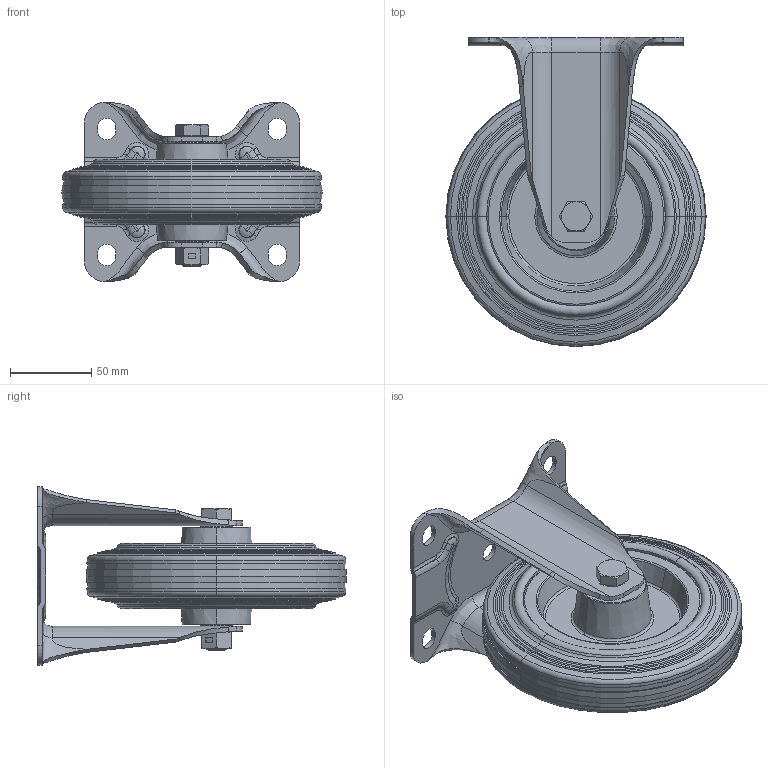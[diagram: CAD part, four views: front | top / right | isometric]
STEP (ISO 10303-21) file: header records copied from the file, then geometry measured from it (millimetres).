
FILE_DESCRIPTION (( 'STEP AP214' ), '1' );
FILE_NAME ('0056323.step', '2023-11-20T09:15:52', ( '' ), ( '' ), 'SwSTEP 2.0', 'SolidWorks 2020', '' );
FILE_SCHEMA (( 'AUTOMOTIVE_DESIGN' ));
Length unit declared in the file: millimetre
Products named in the file (1): 0056323
Bounding box: 160 x 190 x 110 mm (x, y, z)
Volume: 652535.7 mm3; surface area: 178778.3 mm2
Topology: 8 solids, 8 shells, 432 faces, 970 edges, 570 vertices
Faces by surface type: bspline 116, plane 110, cylinder 88, cone 60, torus 58
Entity records: 27277 total; most frequent: CARTESIAN_POINT 13399, ORIENTED_EDGE 1940, DIRECTION 1796, EDGE_CURVE 970, AXIS2_PLACEMENT_3D 723, VERTEX_POINT 570, EDGE_LOOP 474, UNCERTAINTY_MEASURE_WITH_UNIT 442
